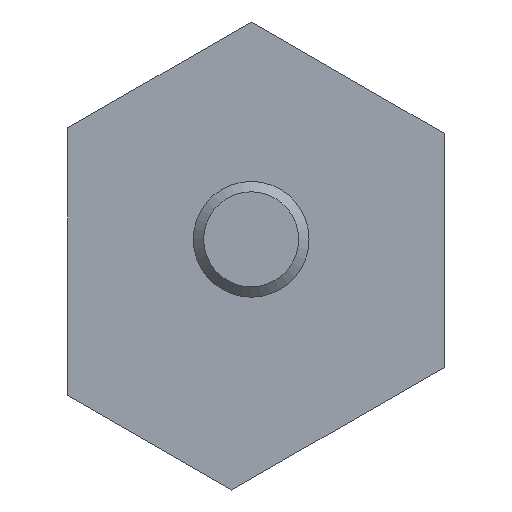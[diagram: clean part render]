
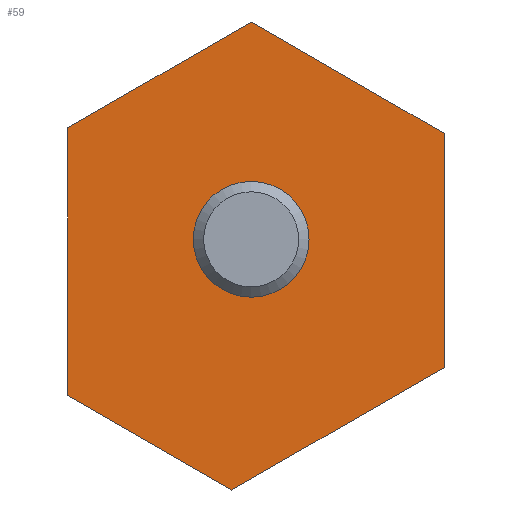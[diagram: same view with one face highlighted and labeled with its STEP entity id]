
A CAD part, front view. The second image highlights one B-rep face of the part: STEP entity #59.
In plain terms, the highlighted planar face has unit normal (0, -1, 0).
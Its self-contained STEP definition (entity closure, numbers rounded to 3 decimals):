
#59 = ADVANCED_FACE( '', ( #130, #131 ), #132, .F. );
#130 = FACE_BOUND( '', #215, .T. );
#131 = FACE_OUTER_BOUND( '', #216, .T. );
#132 = PLANE( '', #217 );
#215 = EDGE_LOOP( '', ( #318 ) );
#216 = EDGE_LOOP( '', ( #319, #320, #321, #322, #323, #324 ) );
#217 = AXIS2_PLACEMENT_3D( '', #325, #326, #327 );
#318 = ORIENTED_EDGE( '', *, *, #477, .F. );
#319 = ORIENTED_EDGE( '', *, *, #479, .F. );
#320 = ORIENTED_EDGE( '', *, *, #467, .F. );
#321 = ORIENTED_EDGE( '', *, *, #480, .F. );
#322 = ORIENTED_EDGE( '', *, *, #481, .F. );
#323 = ORIENTED_EDGE( '', *, *, #482, .F. );
#324 = ORIENTED_EDGE( '', *, *, #459, .F. );
#325 = CARTESIAN_POINT( '', ( 0., 0., 0. ) );
#326 = DIRECTION( '', ( 0., 1., 0. ) );
#327 = DIRECTION( '', ( 0., 0., 1. ) );
#459 = EDGE_CURVE( '', #530, #531, #532, .T. );
#467 = EDGE_CURVE( '', #544, #545, #546, .T. );
#477 = EDGE_CURVE( '', #561, #561, #562, .F. );
#479 = EDGE_CURVE( '', #545, #530, #564, .T. );
#480 = EDGE_CURVE( '', #565, #544, #566, .T. );
#481 = EDGE_CURVE( '', #567, #565, #568, .T. );
#482 = EDGE_CURVE( '', #531, #567, #569, .T. );
#530 = VERTEX_POINT( '', #633 );
#531 = VERTEX_POINT( '', #634 );
#532 = LINE( '', #635, #636 );
#544 = VERTEX_POINT( '', #651 );
#545 = VERTEX_POINT( '', #652 );
#546 = LINE( '', #653, #654 );
#561 = VERTEX_POINT( '', #675 );
#562 = CIRCLE( '', #676, 6. );
#564 = LINE( '', #678, #679 );
#565 = VERTEX_POINT( '', #680 );
#566 = LINE( '', #681, #682 );
#567 = VERTEX_POINT( '', #683 );
#568 = LINE( '', #684, #685 );
#569 = LINE( '', #686, #687 );
#633 = CARTESIAN_POINT( '', ( -19., 0., -16.166 ) );
#634 = CARTESIAN_POINT( '', ( -19., 0., 11.547 ) );
#635 = CARTESIAN_POINT( '', ( -19., 0., -16.166 ) );
#636 = VECTOR( '', #758, 1000. );
#651 = CARTESIAN_POINT( '', ( 20., 0., -13.279 ) );
#652 = CARTESIAN_POINT( '', ( -2., 0., -25.981 ) );
#653 = CARTESIAN_POINT( '', ( 20., 0., -13.279 ) );
#654 = VECTOR( '', #768, 1000. );
#675 = CARTESIAN_POINT( '', ( 0., 0., 6. ) );
#676 = AXIS2_PLACEMENT_3D( '', #778, #779, #780 );
#678 = CARTESIAN_POINT( '', ( -2., 0., -25.981 ) );
#679 = VECTOR( '', #781, 1000. );
#680 = CARTESIAN_POINT( '', ( 20., 0., 10.97 ) );
#681 = CARTESIAN_POINT( '', ( 20., 0., 10.97 ) );
#682 = VECTOR( '', #782, 1000. );
#683 = CARTESIAN_POINT( '', ( 0., 0., 22.517 ) );
#684 = CARTESIAN_POINT( '', ( 0., 0., 22.517 ) );
#685 = VECTOR( '', #783, 1000. );
#686 = CARTESIAN_POINT( '', ( -19., 0., 11.547 ) );
#687 = VECTOR( '', #784, 1000. );
#758 = DIRECTION( '', ( 0., 0., 1. ) );
#768 = DIRECTION( '', ( -0.866, 0., -0.5 ) );
#778 = CARTESIAN_POINT( '', ( 0., 0., 0. ) );
#779 = DIRECTION( '', ( 0., 1., 0. ) );
#780 = DIRECTION( '', ( 0., 0., 1. ) );
#781 = DIRECTION( '', ( -0.866, 0., 0.5 ) );
#782 = DIRECTION( '', ( 0., 0., -1. ) );
#783 = DIRECTION( '', ( 0.866, 0., -0.5 ) );
#784 = DIRECTION( '', ( 0.866, 0., 0.5 ) );
